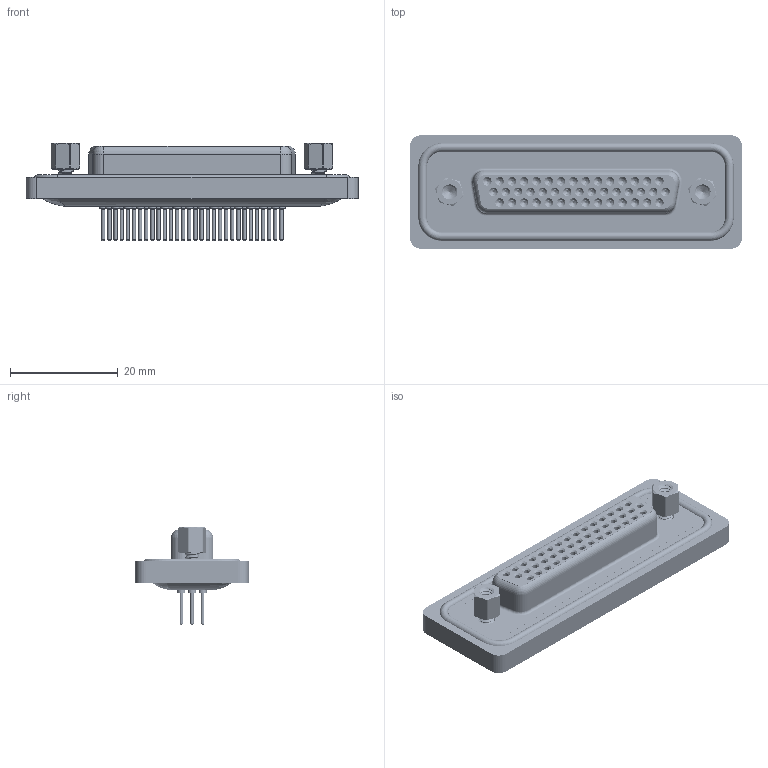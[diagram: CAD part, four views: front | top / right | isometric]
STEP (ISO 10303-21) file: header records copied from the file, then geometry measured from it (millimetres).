
FILE_DESCRIPTION (( 'STEP AP203' ), '1' );
FILE_NAME ('638-W44-221-012.STEP', '2024-04-12T20:19:44', ( '' ), ( '' ), 'SwSTEP 2.0', 'SolidWorks 2023', '' );
FILE_SCHEMA (( 'CONFIG_CONTROL_DESIGN' ));
Length unit declared in the file: millimetre
Products named in the file (9): 638W Contact Row 1_21; 638W Contact Row 2_21; 638W Contact Row 3_21; 638W 4-40 Hex Standoff; 638W Housing_44 Contacts; 638W Shell_44 Contacts; 638W 4-40 Threaded Rivet; 638W Waterproof Housing_44 Contacts; 638-W44-221-012
Assembly tree (51 placements, depth 2):
  638-W44-221-012
    638W Housing_44 Contacts
    638W Shell_44 Contacts
    638W Waterproof Housing_44 Contacts
    638W Contact Row 1_21  x15
    638W Contact Row 2_21  x15
    638W Contact Row 3_21  x14
    638W 4-40 Threaded Rivet  x2
    638W 4-40 Hex Standoff  x2
Bounding box: 61.74 x 21.1 x 18.1 mm (x, y, z)
Volume: 7149.5 mm3; surface area: 15661.9 mm2
Topology: 52 solids, 52 shells, 2931 faces, 6888 edges, 4248 vertices
Faces by surface type: cylinder 1144, plane 761, torus 666, cone 338, bspline 22
Entity records: 38961 total; most frequent: CARTESIAN_POINT 9967, DIRECTION 6171, ORIENTED_EDGE 5204, AXIS2_PLACEMENT_3D 2614, EDGE_CURVE 2602, VERTEX_POINT 1664, CIRCLE 1461, EDGE_LOOP 1454
